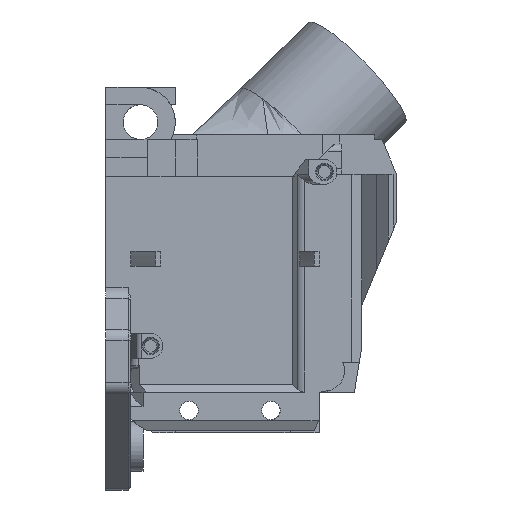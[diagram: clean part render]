
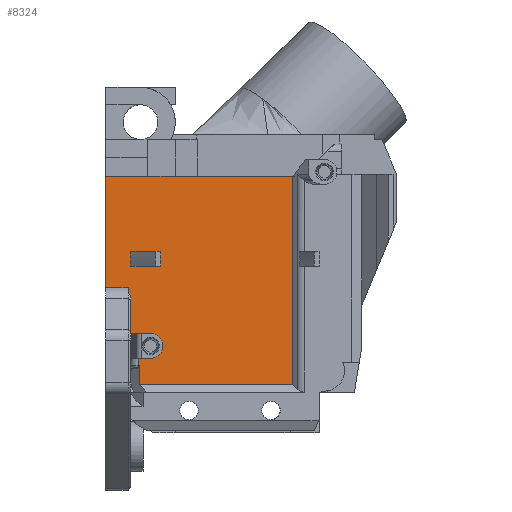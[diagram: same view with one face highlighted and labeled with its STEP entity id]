
A CAD part, left-side view. The second image highlights one B-rep face of the part: STEP entity #8324.
In plain terms, the highlighted planar face has unit normal (-1, 0, 0).
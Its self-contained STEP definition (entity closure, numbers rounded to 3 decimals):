
#119=FACE_BOUND('',#917,.T.);
#155=(
BOUNDED_CURVE()
B_SPLINE_CURVE(2,(#12146,#12147,#12148),.UNSPECIFIED.,.F.,.F.)
B_SPLINE_CURVE_WITH_KNOTS((3,3),(0.175,0.349),
 .UNSPECIFIED.)
CURVE()
GEOMETRIC_REPRESENTATION_ITEM()
RATIONAL_B_SPLINE_CURVE((1.,1.049,1.))
REPRESENTATION_ITEM('')
);
#163=PLANE('',#8795);
#456=FACE_OUTER_BOUND('',#916,.T.);
#916=EDGE_LOOP('',(#5655,#5656,#5657,#5658,#5659,#5660,#5661,#5662,#5663,
#5664,#5665,#5666,#5667,#5668,#5669));
#917=EDGE_LOOP('',(#5670,#5671,#5672,#5673));
#1412=CIRCLE('',#8796,2.5);
#1413=CIRCLE('',#8797,21.5);
#1414=CIRCLE('',#8798,15.5);
#1822=LINE('',#12128,#2668);
#1823=LINE('',#12130,#2669);
#1824=LINE('',#12132,#2670);
#1825=LINE('',#12134,#2671);
#1826=LINE('',#12136,#2672);
#1827=LINE('',#12138,#2673);
#1828=LINE('',#12140,#2674);
#1829=LINE('',#12142,#2675);
#1830=LINE('',#12144,#2676);
#1831=LINE('',#12150,#2677);
#1832=LINE('',#12152,#2678);
#1833=LINE('',#12154,#2679);
#1834=LINE('',#12155,#2680);
#1835=LINE('',#12160,#2681);
#1836=LINE('',#12163,#2682);
#2668=VECTOR('',#9573,10.);
#2669=VECTOR('',#9574,1.8);
#2670=VECTOR('',#9575,10.);
#2671=VECTOR('',#9576,10.);
#2672=VECTOR('',#9577,10.);
#2673=VECTOR('',#9578,10.);
#2674=VECTOR('',#9579,10.);
#2675=VECTOR('',#9580,10.);
#2676=VECTOR('',#9581,10.);
#2677=VECTOR('',#9582,10.);
#2678=VECTOR('',#9583,10.);
#2679=VECTOR('',#9584,10.);
#2680=VECTOR('',#9585,10.);
#2681=VECTOR('',#9588,10.);
#2682=VECTOR('',#9591,10.);
#3525=VERTEX_POINT('',#12124);
#3526=VERTEX_POINT('',#12125);
#3527=VERTEX_POINT('',#12127);
#3528=VERTEX_POINT('',#12129);
#3529=VERTEX_POINT('',#12131);
#3530=VERTEX_POINT('',#12133);
#3531=VERTEX_POINT('',#12135);
#3532=VERTEX_POINT('',#12137);
#3533=VERTEX_POINT('',#12139);
#3534=VERTEX_POINT('',#12141);
#3535=VERTEX_POINT('',#12143);
#3536=VERTEX_POINT('',#12145);
#3537=VERTEX_POINT('',#12149);
#3538=VERTEX_POINT('',#12151);
#3539=VERTEX_POINT('',#12153);
#3540=VERTEX_POINT('',#12156);
#3541=VERTEX_POINT('',#12157);
#3542=VERTEX_POINT('',#12159);
#3543=VERTEX_POINT('',#12161);
#4362=EDGE_CURVE('',#3525,#3526,#1412,.T.);
#4363=EDGE_CURVE('',#3526,#3527,#1822,.T.);
#4364=EDGE_CURVE('',#3528,#3527,#1823,.T.);
#4365=EDGE_CURVE('',#3529,#3528,#1824,.T.);
#4366=EDGE_CURVE('',#3530,#3529,#1825,.T.);
#4367=EDGE_CURVE('',#3531,#3530,#1826,.T.);
#4368=EDGE_CURVE('',#3531,#3532,#1827,.T.);
#4369=EDGE_CURVE('',#3533,#3532,#1828,.T.);
#4370=EDGE_CURVE('',#3534,#3533,#1829,.T.);
#4371=EDGE_CURVE('',#3535,#3534,#1830,.T.);
#4372=EDGE_CURVE('',#3536,#3535,#155,.F.);
#4373=EDGE_CURVE('',#3537,#3536,#1831,.T.);
#4374=EDGE_CURVE('',#3538,#3537,#1832,.T.);
#4375=EDGE_CURVE('',#3538,#3539,#1833,.T.);
#4376=EDGE_CURVE('',#3539,#3525,#1834,.T.);
#4377=EDGE_CURVE('',#3540,#3541,#1413,.T.);
#4378=EDGE_CURVE('',#3541,#3542,#1835,.T.);
#4379=EDGE_CURVE('',#3542,#3543,#1414,.T.);
#4380=EDGE_CURVE('',#3543,#3540,#1836,.T.);
#5655=ORIENTED_EDGE('',*,*,#4362,.T.);
#5656=ORIENTED_EDGE('',*,*,#4363,.T.);
#5657=ORIENTED_EDGE('',*,*,#4364,.F.);
#5658=ORIENTED_EDGE('',*,*,#4365,.F.);
#5659=ORIENTED_EDGE('',*,*,#4366,.F.);
#5660=ORIENTED_EDGE('',*,*,#4367,.F.);
#5661=ORIENTED_EDGE('',*,*,#4368,.T.);
#5662=ORIENTED_EDGE('',*,*,#4369,.F.);
#5663=ORIENTED_EDGE('',*,*,#4370,.F.);
#5664=ORIENTED_EDGE('',*,*,#4371,.F.);
#5665=ORIENTED_EDGE('',*,*,#4372,.F.);
#5666=ORIENTED_EDGE('',*,*,#4373,.F.);
#5667=ORIENTED_EDGE('',*,*,#4374,.F.);
#5668=ORIENTED_EDGE('',*,*,#4375,.T.);
#5669=ORIENTED_EDGE('',*,*,#4376,.T.);
#5670=ORIENTED_EDGE('',*,*,#4377,.T.);
#5671=ORIENTED_EDGE('',*,*,#4378,.T.);
#5672=ORIENTED_EDGE('',*,*,#4379,.T.);
#5673=ORIENTED_EDGE('',*,*,#4380,.T.);
#8324=ADVANCED_FACE('',(#456,#119),#163,.T.);
#8795=AXIS2_PLACEMENT_3D('',#12123,#9569,#9570);
#8796=AXIS2_PLACEMENT_3D('',#12126,#9571,#9572);
#8797=AXIS2_PLACEMENT_3D('',#12158,#9586,#9587);
#8798=AXIS2_PLACEMENT_3D('',#12162,#9589,#9590);
#9569=DIRECTION('center_axis',(-1.,0.,0.));
#9570=DIRECTION('ref_axis',(0.,-1.,0.));
#9571=DIRECTION('center_axis',(1.,0.,0.));
#9572=DIRECTION('ref_axis',(0.,-1.,0.));
#9573=DIRECTION('',(0.,1.,0.));
#9574=DIRECTION('',(0.,0.,1.));
#9575=DIRECTION('',(0.,1.,0.));
#9576=DIRECTION('',(0.,0.,1.));
#9577=DIRECTION('',(0.,1.,0.));
#9578=DIRECTION('',(0.,0.,1.));
#9579=DIRECTION('',(0.,-1.,0.));
#9580=DIRECTION('',(0.,0.,1.));
#9581=DIRECTION('',(0.,1.,0.));
#9582=DIRECTION('',(0.,0.,1.));
#9583=DIRECTION('',(0.,1.,0.));
#9584=DIRECTION('',(0.,0.,1.));
#9585=DIRECTION('',(0.,-1.,0.));
#9586=DIRECTION('center_axis',(1.,0.,0.));
#9587=DIRECTION('ref_axis',(0.,1.,0.));
#9588=DIRECTION('',(0.,-1.,0.));
#9589=DIRECTION('center_axis',(-1.,0.,0.));
#9590=DIRECTION('ref_axis',(0.,-1.,0.));
#9591=DIRECTION('',(0.,1.,0.));
#12123=CARTESIAN_POINT('Origin',(-22.,-11.5,84.306));
#12124=CARTESIAN_POINT('',(-22.,15.751,72.888));
#12125=CARTESIAN_POINT('',(-22.,16.,67.9));
#12126=CARTESIAN_POINT('Origin',(-22.,16.,70.4));
#12127=CARTESIAN_POINT('',(-22.,18.388,67.9));
#12128=CARTESIAN_POINT('',(-22.,3.5,67.9));
#12129=CARTESIAN_POINT('',(-22.,18.388,66.45));
#12130=CARTESIAN_POINT('',(-22.,18.388,67.16));
#12131=CARTESIAN_POINT('',(-22.,18.3,66.45));
#12132=CARTESIAN_POINT('',(-22.,0.25,66.45));
#12133=CARTESIAN_POINT('',(-22.,18.3,62.611));
#12134=CARTESIAN_POINT('',(-22.,18.3,87.969));
#12135=CARTESIAN_POINT('',(-22.,-12.603,62.611));
#12136=CARTESIAN_POINT('',(-22.,-11.216,62.611));
#12137=CARTESIAN_POINT('',(-22.,-12.603,104.5));
#12138=CARTESIAN_POINT('',(-22.,-12.603,78.769));
#12139=CARTESIAN_POINT('',(-22.,25.,104.5));
#12140=CARTESIAN_POINT('',(-22.,4.25,104.5));
#12141=CARTESIAN_POINT('',(-22.,25.,82.076));
#12142=CARTESIAN_POINT('',(-22.,25.,68.59));
#12143=CARTESIAN_POINT('',(-22.,20.5,82.076));
#12144=CARTESIAN_POINT('',(-22.,20.,82.076));
#12145=CARTESIAN_POINT('',(-22.,20.,80.418));
#12146=CARTESIAN_POINT('Ctrl Pts',(-22.,20.5,82.076));
#12147=CARTESIAN_POINT('Ctrl Pts',(-22.,20.5,81.322));
#12148=CARTESIAN_POINT('Ctrl Pts',(-22.,20.,80.418));
#12149=CARTESIAN_POINT('',(-22.,20.,68.59));
#12150=CARTESIAN_POINT('',(-22.,20.,94.425));
#12151=CARTESIAN_POINT('',(-22.,19.9,68.59));
#12152=CARTESIAN_POINT('',(-22.,25.,68.59));
#12153=CARTESIAN_POINT('',(-22.,19.9,72.888));
#12154=CARTESIAN_POINT('',(-22.,19.9,88.353));
#12155=CARTESIAN_POINT('',(-22.,-1.968,72.888));
#12156=CARTESIAN_POINT('',(-22.,19.948,86.4));
#12157=CARTESIAN_POINT('',(-22.,19.948,89.4));
#12158=CARTESIAN_POINT('Origin',(-22.,-1.5,87.9));
#12159=CARTESIAN_POINT('',(-22.,13.927,89.4));
#12160=CARTESIAN_POINT('',(-22.,1.716,89.4));
#12161=CARTESIAN_POINT('',(-22.,13.927,86.4));
#12162=CARTESIAN_POINT('Origin',(-22.,-1.5,87.9));
#12163=CARTESIAN_POINT('',(-22.,1.214,86.4));
